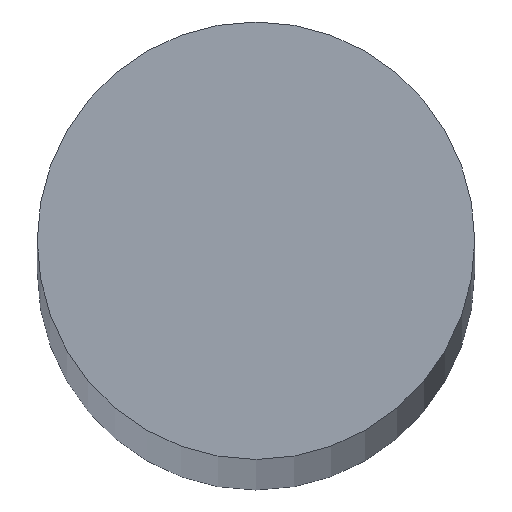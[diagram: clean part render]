
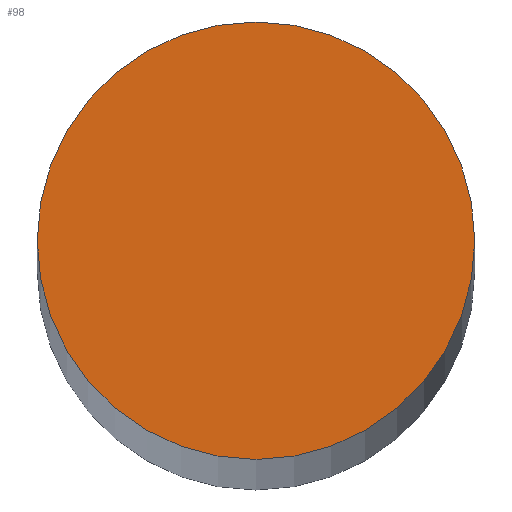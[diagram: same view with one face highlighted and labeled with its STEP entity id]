
A CAD part, top view. The second image highlights one B-rep face of the part: STEP entity #98.
In plain terms, the highlighted planar face has unit normal (0, 0, 1).
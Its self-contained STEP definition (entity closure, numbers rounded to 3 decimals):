
#22 = CARTESIAN_POINT ( 'NONE',  ( 12.5, 0., 0. ) ) ;
#27 = DIRECTION ( 'NONE',  ( -1., 0., 0. ) ) ;
#28 = DIRECTION ( 'NONE',  ( 0., 0., -1. ) ) ;
#29 = VERTEX_POINT ( 'NONE', #22 ) ;
#37 = PLANE ( 'NONE',  #55 ) ;
#40 = CARTESIAN_POINT ( 'NONE',  ( 0., 12.5, 0. ) ) ;
#42 = DIRECTION ( 'NONE',  ( 1., 0., 0. ) ) ;
#43 = DIRECTION ( 'NONE',  ( 0., 0., 1. ) ) ;
#46 = CARTESIAN_POINT ( 'NONE',  ( 0., 0., 0. ) ) ;
#49 = EDGE_CURVE ( 'NONE', #29, #29, #71, .T. ) ;
#54 = AXIS2_PLACEMENT_3D ( 'NONE', #46, #43, #42 ) ;
#55 = AXIS2_PLACEMENT_3D ( 'NONE', #40, #28, #27 ) ;
#71 = CIRCLE ( 'NONE', #54, 12.5 ) ;
#73 = FACE_OUTER_BOUND ( 'NONE', #83, .T. ) ;
#83 = EDGE_LOOP ( 'NONE', ( #89 ) ) ;
#89 = ORIENTED_EDGE ( 'NONE', *, *, #49, .T. ) ;
#98 = ADVANCED_FACE ( 'NONE', ( #73 ), #37, .F. ) ;
